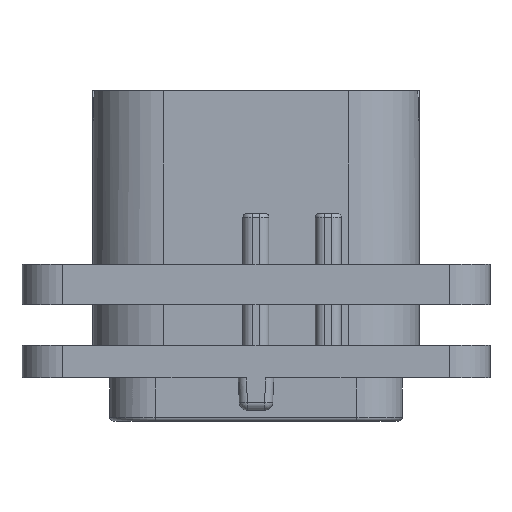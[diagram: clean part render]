
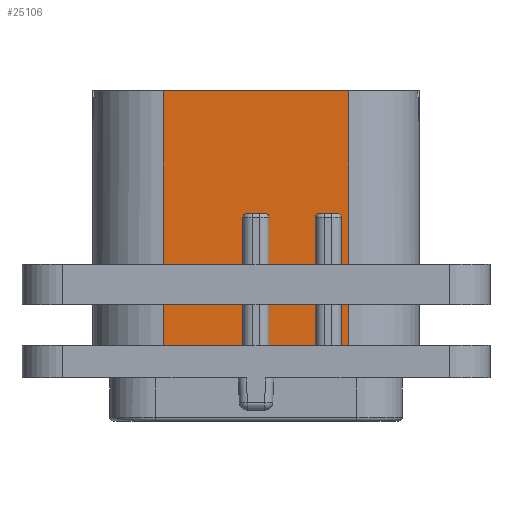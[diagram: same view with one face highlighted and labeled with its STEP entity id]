
A CAD part, front view. The second image highlights one B-rep face of the part: STEP entity #25106.
In plain terms, the highlighted planar face has unit normal (0, -1, 0).
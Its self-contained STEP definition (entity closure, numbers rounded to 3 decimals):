
#1176=DIRECTION('',(1.,0.,0.));
#1177=VECTOR('',#1176,11.4);
#1178=CARTESIAN_POINT('',(-5.7,-9.,17.67));
#1179=LINE('',#1178,#1177);
#5103=DIRECTION('',(1.,0.,0.));
#5104=VECTOR('',#5103,4.9);
#5105=CARTESIAN_POINT('',(-5.7,-9.,2.));
#5106=LINE('',#5105,#5104);
#5196=CARTESIAN_POINT('',(3.9,-9.,9.87));
#5197=DIRECTION('',(0.,1.,0.));
#5198=DIRECTION('',(-1.,0.,0.));
#5199=AXIS2_PLACEMENT_3D('',#5196,#5197,#5198);
#5231=DIRECTION('',(1.,0.,0.));
#5232=VECTOR('',#5231,2.85);
#5233=CARTESIAN_POINT('',(0.8,-9.,2.));
#5234=LINE('',#5233,#5232);
#5277=CARTESIAN_POINT('',(0.55,-9.,9.87));
#5278=DIRECTION('',(0.,1.,0.));
#5279=DIRECTION('',(0.,0.,1.));
#5280=AXIS2_PLACEMENT_3D('',#5277,#5278,#5279);
#5290=DIRECTION('',(0.,0.,1.));
#5291=VECTOR('',#5290,7.87);
#5292=CARTESIAN_POINT('',(5.25,-9.,2.));
#5293=LINE('',#5292,#5291);
#5294=DIRECTION('',(1.,0.,0.));
#5295=VECTOR('',#5294,1.1);
#5296=CARTESIAN_POINT('',(3.9,-9.,10.12));
#5297=LINE('',#5296,#5295);
#5298=DIRECTION('',(0.,0.,1.));
#5299=VECTOR('',#5298,7.87);
#5300=CARTESIAN_POINT('',(3.65,-9.,2.));
#5301=LINE('',#5300,#5299);
#5302=DIRECTION('',(0.,0.,1.));
#5303=VECTOR('',#5302,7.87);
#5304=CARTESIAN_POINT('',(0.8,-9.,2.));
#5305=LINE('',#5304,#5303);
#5306=DIRECTION('',(1.,0.,0.));
#5307=VECTOR('',#5306,1.1);
#5308=CARTESIAN_POINT('',(-0.55,-9.,10.12));
#5309=LINE('',#5308,#5307);
#5310=DIRECTION('',(0.,0.,1.));
#5311=VECTOR('',#5310,7.87);
#5312=CARTESIAN_POINT('',(-0.8,-9.,2.));
#5313=LINE('',#5312,#5311);
#5314=DIRECTION('',(0.,0.,-1.));
#5315=VECTOR('',#5314,15.67);
#5316=CARTESIAN_POINT('',(-5.7,-9.,17.67));
#5317=LINE('',#5316,#5315);
#5318=DIRECTION('',(0.,0.,-1.));
#5319=VECTOR('',#5318,15.67);
#5320=CARTESIAN_POINT('',(5.7,-9.,17.67));
#5321=LINE('',#5320,#5319);
#5335=CARTESIAN_POINT('',(5.,-9.,9.87));
#5336=DIRECTION('',(0.,1.,0.));
#5337=DIRECTION('',(0.,0.,1.));
#5338=AXIS2_PLACEMENT_3D('',#5335,#5336,#5337);
#5381=DIRECTION('',(1.,0.,0.));
#5382=VECTOR('',#5381,0.45);
#5383=CARTESIAN_POINT('',(5.25,-9.,2.));
#5384=LINE('',#5383,#5382);
#8388=CARTESIAN_POINT('',(-0.55,-9.,9.87));
#8389=DIRECTION('',(0.,1.,0.));
#8390=DIRECTION('',(-1.,0.,0.));
#8391=AXIS2_PLACEMENT_3D('',#8388,#8389,#8390);
#15356=CARTESIAN_POINT('',(-5.7,-9.,17.67));
#15357=CARTESIAN_POINT('',(-5.7,-9.,2.));
#15358=VERTEX_POINT('',#15356);
#15359=VERTEX_POINT('',#15357);
#15360=CARTESIAN_POINT('',(5.7,-9.,17.67));
#15361=CARTESIAN_POINT('',(5.7,-9.,2.));
#15362=VERTEX_POINT('',#15360);
#15363=VERTEX_POINT('',#15361);
#15510=CARTESIAN_POINT('',(-0.8,-9.,2.));
#15511=VERTEX_POINT('',#15510);
#15512=CARTESIAN_POINT('',(0.8,-9.,2.));
#15513=CARTESIAN_POINT('',(3.65,-9.,2.));
#15514=VERTEX_POINT('',#15512);
#15515=VERTEX_POINT('',#15513);
#15516=CARTESIAN_POINT('',(5.25,-9.,2.));
#15517=VERTEX_POINT('',#15516);
#17989=CARTESIAN_POINT('',(0.8,-9.,9.87));
#17991=VERTEX_POINT('',#17989);
#17993=CARTESIAN_POINT('',(0.55,-9.,10.12));
#17995=VERTEX_POINT('',#17993);
#18016=CARTESIAN_POINT('',(-0.55,-9.,10.12));
#18017=VERTEX_POINT('',#18016);
#18018=CARTESIAN_POINT('',(-0.8,-9.,9.87));
#18019=VERTEX_POINT('',#18018);
#18021=CARTESIAN_POINT('',(5.25,-9.,9.87));
#18023=VERTEX_POINT('',#18021);
#18025=CARTESIAN_POINT('',(5.,-9.,10.12));
#18027=VERTEX_POINT('',#18025);
#18028=CARTESIAN_POINT('',(3.9,-9.,10.12));
#18030=VERTEX_POINT('',#18028);
#18032=CARTESIAN_POINT('',(3.65,-9.,9.87));
#18034=VERTEX_POINT('',#18032);
#25078=CARTESIAN_POINT('',(-10.05,-9.,2.));
#25079=DIRECTION('',(0.,-1.,0.));
#25080=DIRECTION('',(1.,0.,0.));
#25081=AXIS2_PLACEMENT_3D('',#25078,#25079,#25080);
#25082=PLANE('',#25081);
#25084=ORIENTED_EDGE('',*,*,#25083,.T.);
#25086=ORIENTED_EDGE('',*,*,#25085,.F.);
#25087=ORIENTED_EDGE('',*,*,#24921,.F.);
#25088=ORIENTED_EDGE('',*,*,#24953,.F.);
#25089=ORIENTED_EDGE('',*,*,#24968,.F.);
#25090=ORIENTED_EDGE('',*,*,#24998,.F.);
#25091=ORIENTED_EDGE('',*,*,#25071,.T.);
#25092=ORIENTED_EDGE('',*,*,#25060,.F.);
#25093=ORIENTED_EDGE('',*,*,#25046,.F.);
#25095=ORIENTED_EDGE('',*,*,#25094,.F.);
#25097=ORIENTED_EDGE('',*,*,#25096,.F.);
#25098=ORIENTED_EDGE('',*,*,#24809,.F.);
#25099=ORIENTED_EDGE('',*,*,#19258,.F.);
#25100=ORIENTED_EDGE('',*,*,#19443,.T.);
#25101=ORIENTED_EDGE('',*,*,#19701,.T.);
#25103=ORIENTED_EDGE('',*,*,#25102,.F.);
#25104=EDGE_LOOP('',(#25084,#25086,#25087,#25088,#25089,#25090,#25091,#25092,
#25093,#25095,#25097,#25098,#25099,#25100,#25101,#25103));
#25105=FACE_OUTER_BOUND('',#25104,.F.);
#25106=ADVANCED_FACE('',(#25105),#25082,.T.);
#5200=CIRCLE('',#5199,0.25);
#5281=CIRCLE('',#5280,0.25);
#5339=CIRCLE('',#5338,0.25);
#8392=CIRCLE('',#8391,0.25);
#19258=EDGE_CURVE('',#15358,#15359,#5317,.T.);
#19443=EDGE_CURVE('',#15358,#15362,#1179,.T.);
#19701=EDGE_CURVE('',#15362,#15363,#5321,.T.);
#24809=EDGE_CURVE('',#15359,#15511,#5106,.T.);
#24921=EDGE_CURVE('',#18030,#18027,#5297,.T.);
#24953=EDGE_CURVE('',#18034,#18030,#5200,.T.);
#24968=EDGE_CURVE('',#15515,#18034,#5301,.T.);
#24998=EDGE_CURVE('',#15514,#15515,#5234,.T.);
#25046=EDGE_CURVE('',#18017,#17995,#5309,.T.);
#25060=EDGE_CURVE('',#17995,#17991,#5281,.T.);
#25071=EDGE_CURVE('',#15514,#17991,#5305,.T.);
#25083=EDGE_CURVE('',#15517,#18023,#5293,.T.);
#25085=EDGE_CURVE('',#18027,#18023,#5339,.T.);
#25094=EDGE_CURVE('',#18019,#18017,#8392,.T.);
#25096=EDGE_CURVE('',#15511,#18019,#5313,.T.);
#25102=EDGE_CURVE('',#15517,#15363,#5384,.T.);
